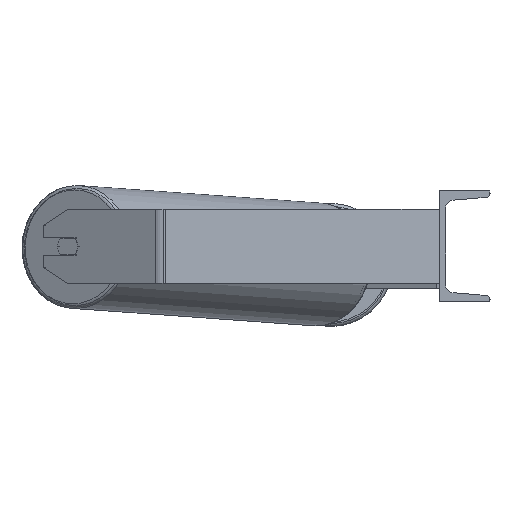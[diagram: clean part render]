
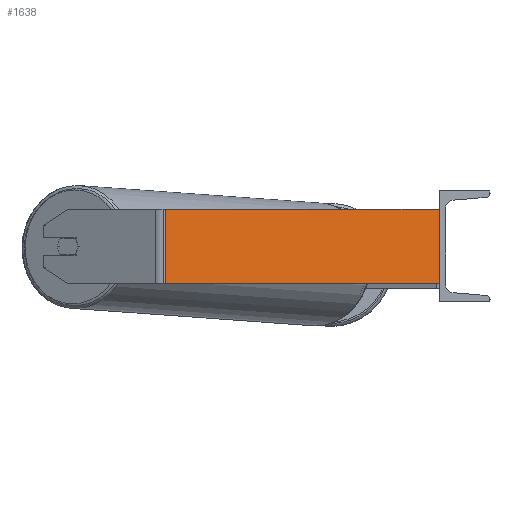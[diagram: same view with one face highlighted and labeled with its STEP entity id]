
A CAD part, left-side view. The second image highlights one B-rep face of the part: STEP entity #1638.
In plain terms, the highlighted planar face has unit normal (-0.985, -0.174, 0).
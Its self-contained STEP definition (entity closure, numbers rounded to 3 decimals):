
#118 = CARTESIAN_POINT ( 'NONE',  ( -785., 0., 40. ) ) ;
#236 = CARTESIAN_POINT ( 'NONE',  ( -785., 0., 40. ) ) ;
#771 = DIRECTION ( 'NONE',  ( 0.174, -0.985, 0. ) ) ;
#794 = ORIENTED_EDGE ( 'NONE', *, *, #2235, .T. ) ;
#1401 = VERTEX_POINT ( 'NONE', #9113 ) ;
#1448 = VECTOR ( 'NONE', #7974, 1000. ) ;
#1555 = VECTOR ( 'NONE', #9111, 1000. ) ;
#1638 = ADVANCED_FACE ( 'NONE', ( #3165 ), #8782, .F. ) ;
#1914 = ORIENTED_EDGE ( 'NONE', *, *, #4882, .F. ) ;
#2235 = EDGE_CURVE ( 'NONE', #1401, #5830, #8249, .T. ) ;
#2529 = DIRECTION ( 'NONE',  ( 0.985, 0.174, 0. ) ) ;
#3165 = FACE_OUTER_BOUND ( 'NONE', #6544, .T. ) ;
#3270 = DIRECTION ( 'NONE',  ( -0.174, 0.985, 0. ) ) ;
#3654 = DIRECTION ( 'NONE',  ( 0.174, -0.985, 0. ) ) ;
#3762 = ORIENTED_EDGE ( 'NONE', *, *, #6732, .F. ) ;
#4350 = LINE ( 'NONE', #7143, #6361 ) ;
#4407 = LINE ( 'NONE', #118, #1448 ) ;
#4623 = VERTEX_POINT ( 'NONE', #6622 ) ;
#4882 = EDGE_CURVE ( 'NONE', #6453, #4623, #4407, .T. ) ;
#5052 = VECTOR ( 'NONE', #771, 1000. ) ;
#5830 = VERTEX_POINT ( 'NONE', #8334 ) ;
#6259 = AXIS2_PLACEMENT_3D ( 'NONE', #8826, #2529, #3270 ) ;
#6361 = VECTOR ( 'NONE', #3654, 1000. ) ;
#6453 = VERTEX_POINT ( 'NONE', #236 ) ;
#6544 = EDGE_LOOP ( 'NONE', ( #6960, #1914, #3762, #794 ) ) ;
#6583 = EDGE_CURVE ( 'NONE', #5830, #4623, #7780, .T. ) ;
#6622 = CARTESIAN_POINT ( 'NONE',  ( -785., 0., -40. ) ) ;
#6732 = EDGE_CURVE ( 'NONE', #1401, #6453, #4350, .T. ) ;
#6960 = ORIENTED_EDGE ( 'NONE', *, *, #6583, .T. ) ;
#7143 = CARTESIAN_POINT ( 'NONE',  ( -838.081, 301.036, 40. ) ) ;
#7334 = CARTESIAN_POINT ( 'NONE',  ( -837.07, 295.301, 40. ) ) ;
#7780 = LINE ( 'NONE', #8521, #5052 ) ;
#7974 = DIRECTION ( 'NONE',  ( 0., 0., -1. ) ) ;
#8249 = LINE ( 'NONE', #7334, #1555 ) ;
#8334 = CARTESIAN_POINT ( 'NONE',  ( -837.07, 295.301, -40. ) ) ;
#8521 = CARTESIAN_POINT ( 'NONE',  ( -838.081, 301.036, -40. ) ) ;
#8782 = PLANE ( 'NONE',  #6259 ) ;
#8826 = CARTESIAN_POINT ( 'NONE',  ( -838.081, 301.036, 40. ) ) ;
#9111 = DIRECTION ( 'NONE',  ( 0., 0., -1. ) ) ;
#9113 = CARTESIAN_POINT ( 'NONE',  ( -837.07, 295.301, 40. ) ) ;
